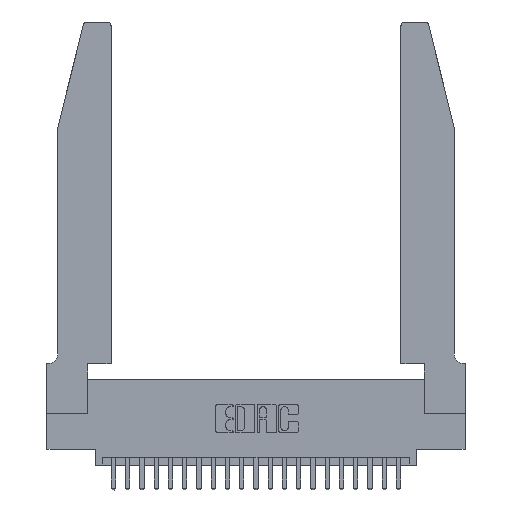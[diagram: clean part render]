
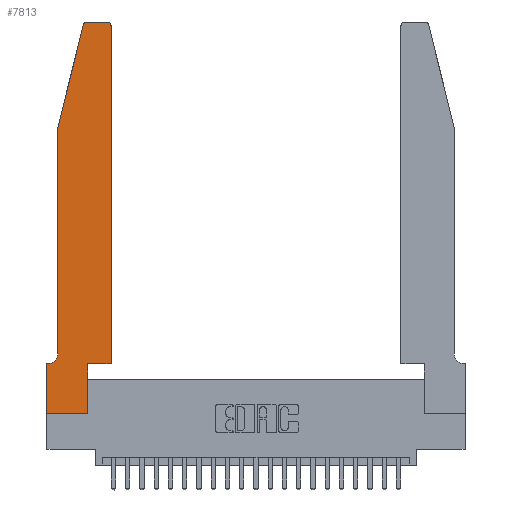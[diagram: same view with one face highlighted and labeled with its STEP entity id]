
A CAD part, top view. The second image highlights one B-rep face of the part: STEP entity #7813.
In plain terms, the highlighted planar face has unit normal (0, 0, 1).
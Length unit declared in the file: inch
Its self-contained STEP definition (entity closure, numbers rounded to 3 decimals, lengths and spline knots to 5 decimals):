
#41 = ORIENTED_EDGE ( 'NONE', *, *, #21829, .T. ) ;
#212 = CARTESIAN_POINT ( 'NONE',  ( 0.4205, 2.75, 0.37 ) ) ;
#245 = DIRECTION ( 'NONE',  ( -1., 0., 0. ) ) ;
#276 = LINE ( 'NONE', #2033, #23812 ) ;
#466 = CARTESIAN_POINT ( 'NONE',  ( 0., 0., 0.37 ) ) ;
#524 = VERTEX_POINT ( 'NONE', #11080 ) ;
#828 = CIRCLE ( 'NONE', #22780, 0.03 ) ;
#832 = VERTEX_POINT ( 'NONE', #212 ) ;
#871 = AXIS2_PLACEMENT_3D ( 'NONE', #11175, #1638, #13068 ) ;
#1059 = EDGE_CURVE ( 'NONE', #832, #8673, #20425, .T. ) ;
#1105 = CARTESIAN_POINT ( 'NONE',  ( 0., 0., 0.37 ) ) ;
#1146 = CARTESIAN_POINT ( 'NONE',  ( 0.4505, 0.35, 0.37 ) ) ;
#1222 = CIRCLE ( 'NONE', #2693, 0.03 ) ;
#1638 = DIRECTION ( 'NONE',  ( 0., 0., -1. ) ) ;
#1720 = ORIENTED_EDGE ( 'NONE', *, *, #4046, .T. ) ;
#1814 = DIRECTION ( 'NONE',  ( 0., 0., 1. ) ) ;
#2033 = CARTESIAN_POINT ( 'NONE',  ( 0.2865, 0.35, 0.37 ) ) ;
#2165 = ORIENTED_EDGE ( 'NONE', *, *, #14051, .T. ) ;
#2693 = AXIS2_PLACEMENT_3D ( 'NONE', #16479, #11002, #22380 ) ;
#2852 = CIRCLE ( 'NONE', #871, 0.07 ) ;
#3177 = ORIENTED_EDGE ( 'NONE', *, *, #5121, .T. ) ;
#3869 = ORIENTED_EDGE ( 'NONE', *, *, #21375, .T. ) ;
#4046 = EDGE_CURVE ( 'NONE', #12836, #524, #276, .T. ) ;
#4152 = CARTESIAN_POINT ( 'NONE',  ( 0.2865, 0., 0.37 ) ) ;
#4423 = CARTESIAN_POINT ( 'NONE',  ( 0., 0.35, 0.37 ) ) ;
#4507 = DIRECTION ( 'NONE',  ( 1., 0., 0. ) ) ;
#4847 = EDGE_CURVE ( 'NONE', #18565, #16388, #8492, .T. ) ;
#5121 = EDGE_CURVE ( 'NONE', #524, #22378, #21086, .T. ) ;
#5181 = VERTEX_POINT ( 'NONE', #5336 ) ;
#5336 = CARTESIAN_POINT ( 'NONE',  ( 0.25487, 2.72718, 0.37 ) ) ;
#5344 = EDGE_CURVE ( 'NONE', #8673, #5181, #828, .T. ) ;
#6350 = CARTESIAN_POINT ( 'NONE',  ( 0.0055, 0.35, 0.37 ) ) ;
#6398 = ORIENTED_EDGE ( 'NONE', *, *, #4847, .T. ) ;
#6694 = CARTESIAN_POINT ( 'NONE',  ( 0., 0., 0.37 ) ) ;
#7573 = VERTEX_POINT ( 'NONE', #23351 ) ;
#7813 = ADVANCED_FACE ( 'NONE', ( #13044 ), #15738, .T. ) ;
#8132 = CARTESIAN_POINT ( 'NONE',  ( 0.284, 2.75, 0.37 ) ) ;
#8492 = LINE ( 'NONE', #23534, #19902 ) ;
#8673 = VERTEX_POINT ( 'NONE', #8132 ) ;
#8776 = DIRECTION ( 'NONE',  ( 0., -1., 0. ) ) ;
#9373 = VECTOR ( 'NONE', #23723, 39.37008 ) ;
#10030 = DIRECTION ( 'NONE',  ( 0., 0., 1. ) ) ;
#10253 = AXIS2_PLACEMENT_3D ( 'NONE', #4423, #10030, #4507 ) ;
#10286 = CARTESIAN_POINT ( 'NONE',  ( 0.4505, 2.72, 0.37 ) ) ;
#10417 = DIRECTION ( 'NONE',  ( 1., 0., 0. ) ) ;
#10573 = DIRECTION ( 'NONE',  ( -1., 0., 0. ) ) ;
#11002 = DIRECTION ( 'NONE',  ( 0., 0., 1. ) ) ;
#11013 = ORIENTED_EDGE ( 'NONE', *, *, #1059, .T. ) ;
#11080 = CARTESIAN_POINT ( 'NONE',  ( 0.2865, 0.35, 0.37 ) ) ;
#11175 = CARTESIAN_POINT ( 'NONE',  ( 0.0055, 0.42, 0.37 ) ) ;
#11414 = VERTEX_POINT ( 'NONE', #6694 ) ;
#11994 = EDGE_CURVE ( 'NONE', #22378, #23226, #23223, .T. ) ;
#12239 = ORIENTED_EDGE ( 'NONE', *, *, #5344, .T. ) ;
#12836 = VERTEX_POINT ( 'NONE', #4152 ) ;
#13044 = FACE_OUTER_BOUND ( 'NONE', #21393, .T. ) ;
#13068 = DIRECTION ( 'NONE',  ( -1., 0., 0. ) ) ;
#13563 = VECTOR ( 'NONE', #17435, 39.37008 ) ;
#14051 = EDGE_CURVE ( 'NONE', #16388, #17579, #2852, .T. ) ;
#14113 = CARTESIAN_POINT ( 'NONE',  ( 0.4505, 0.35, 0.37 ) ) ;
#14737 = VECTOR ( 'NONE', #20500, 39.37008 ) ;
#15738 = PLANE ( 'NONE',  #10253 ) ;
#16155 = DIRECTION ( 'NONE',  ( 0., 1., 0. ) ) ;
#16388 = VERTEX_POINT ( 'NONE', #16856 ) ;
#16398 = ORIENTED_EDGE ( 'NONE', *, *, #18752, .T. ) ;
#16479 = CARTESIAN_POINT ( 'NONE',  ( 0.4205, 2.72, 0.37 ) ) ;
#16844 = LINE ( 'NONE', #1105, #20955 ) ;
#16856 = CARTESIAN_POINT ( 'NONE',  ( 0.0755, 0.42, 0.37 ) ) ;
#17435 = DIRECTION ( 'NONE',  ( 0., -1., 0. ) ) ;
#17579 = VERTEX_POINT ( 'NONE', #6350 ) ;
#17878 = ORIENTED_EDGE ( 'NONE', *, *, #21732, .T. ) ;
#18352 = CARTESIAN_POINT ( 'NONE',  ( 0.0755, 2., 0.37 ) ) ;
#18406 = CARTESIAN_POINT ( 'NONE',  ( 0.0755, 2., 0.37 ) ) ;
#18530 = VECTOR ( 'NONE', #16155, 39.37008 ) ;
#18565 = VERTEX_POINT ( 'NONE', #18406 ) ;
#18687 = DIRECTION ( 'NONE',  ( 0., 1., 0. ) ) ;
#18689 = CARTESIAN_POINT ( 'NONE',  ( 0.284, 2.72, 0.37 ) ) ;
#18752 = EDGE_CURVE ( 'NONE', #17579, #7573, #20159, .T. ) ;
#18859 = LINE ( 'NONE', #18352, #14737 ) ;
#19796 = ORIENTED_EDGE ( 'NONE', *, *, #20267, .T. ) ;
#19902 = VECTOR ( 'NONE', #8776, 39.37008 ) ;
#20032 = LINE ( 'NONE', #466, #13563 ) ;
#20159 = LINE ( 'NONE', #21186, #23689 ) ;
#20267 = EDGE_CURVE ( 'NONE', #11414, #12836, #16844, .T. ) ;
#20425 = LINE ( 'NONE', #21804, #23651 ) ;
#20436 = DIRECTION ( 'NONE',  ( 1., 0., 0. ) ) ;
#20500 = DIRECTION ( 'NONE',  ( -0.239, -0.971, 0. ) ) ;
#20955 = VECTOR ( 'NONE', #10417, 39.37008 ) ;
#21086 = LINE ( 'NONE', #14113, #9373 ) ;
#21186 = CARTESIAN_POINT ( 'NONE',  ( 0.0755, 0.35, 0.37 ) ) ;
#21375 = EDGE_CURVE ( 'NONE', #7573, #11414, #20032, .T. ) ;
#21393 = EDGE_LOOP ( 'NONE', ( #11013, #12239, #41, #6398, #2165, #16398, #3869, #19796, #1720, #3177, #24097, #17878 ) ) ;
#21732 = EDGE_CURVE ( 'NONE', #23226, #832, #1222, .T. ) ;
#21804 = CARTESIAN_POINT ( 'NONE',  ( 0.2605, 2.75, 0.37 ) ) ;
#21829 = EDGE_CURVE ( 'NONE', #5181, #18565, #18859, .T. ) ;
#22378 = VERTEX_POINT ( 'NONE', #23847 ) ;
#22380 = DIRECTION ( 'NONE',  ( 1., 0., 0. ) ) ;
#22780 = AXIS2_PLACEMENT_3D ( 'NONE', #18689, #1814, #20436 ) ;
#23223 = LINE ( 'NONE', #1146, #18530 ) ;
#23226 = VERTEX_POINT ( 'NONE', #10286 ) ;
#23351 = CARTESIAN_POINT ( 'NONE',  ( 0., 0.35, 0.37 ) ) ;
#23534 = CARTESIAN_POINT ( 'NONE',  ( 0.0755, 2., 0.37 ) ) ;
#23651 = VECTOR ( 'NONE', #10573, 39.37008 ) ;
#23689 = VECTOR ( 'NONE', #245, 39.37008 ) ;
#23723 = DIRECTION ( 'NONE',  ( 1., 0., 0. ) ) ;
#23812 = VECTOR ( 'NONE', #18687, 39.37008 ) ;
#23847 = CARTESIAN_POINT ( 'NONE',  ( 0.4505, 0.35, 0.37 ) ) ;
#24097 = ORIENTED_EDGE ( 'NONE', *, *, #11994, .T. ) ;
